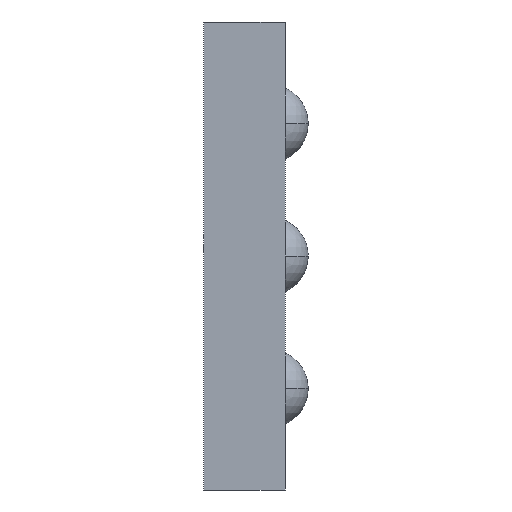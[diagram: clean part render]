
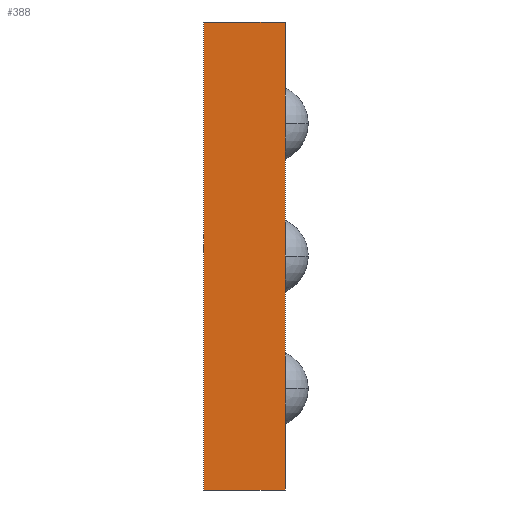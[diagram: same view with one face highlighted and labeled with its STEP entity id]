
A CAD part, left-side view. The second image highlights one B-rep face of the part: STEP entity #388.
In plain terms, the highlighted planar face has unit normal (-1, 0, 0).
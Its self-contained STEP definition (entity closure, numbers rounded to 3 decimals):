
#37 = EDGE_CURVE ( 'NONE', #677, #1204, #404, .T. ) ;
#63 = DIRECTION ( 'NONE',  ( 0., 0., 1. ) ) ;
#78 = EDGE_CURVE ( 'NONE', #677, #427, #1008, .T. ) ;
#185 = FACE_OUTER_BOUND ( 'NONE', #1146, .T. ) ;
#254 = CARTESIAN_POINT ( 'NONE',  ( -0.9, 0.316, 0.707 ) ) ;
#339 = CARTESIAN_POINT ( 'NONE',  ( -0.9, 0.07, 0.707 ) ) ;
#352 = PLANE ( 'NONE',  #682 ) ;
#357 = CARTESIAN_POINT ( 'NONE',  ( -0.9, 0.316, 0.707 ) ) ;
#388 = ADVANCED_FACE ( 'NONE', ( #185 ), #352, .F. ) ;
#404 = LINE ( 'NONE', #1168, #1123 ) ;
#413 = ORIENTED_EDGE ( 'NONE', *, *, #37, .T. ) ;
#427 = VERTEX_POINT ( 'NONE', #357 ) ;
#431 = DIRECTION ( 'NONE',  ( 0., 0., 1. ) ) ;
#453 = DIRECTION ( 'NONE',  ( 1., 0., 0. ) ) ;
#476 = LINE ( 'NONE', #1034, #696 ) ;
#548 = EDGE_CURVE ( 'NONE', #427, #1115, #476, .T. ) ;
#565 = DIRECTION ( 'NONE',  ( 0., -1., 0. ) ) ;
#593 = DIRECTION ( 'NONE',  ( 0., -1., 0. ) ) ;
#614 = ORIENTED_EDGE ( 'NONE', *, *, #548, .F. ) ;
#635 = CARTESIAN_POINT ( 'NONE',  ( -0.9, 0.07, 0.707 ) ) ;
#645 = ORIENTED_EDGE ( 'NONE', *, *, #78, .F. ) ;
#677 = VERTEX_POINT ( 'NONE', #1057 ) ;
#682 = AXIS2_PLACEMENT_3D ( 'NONE', #254, #453, #1106 ) ;
#696 = VECTOR ( 'NONE', #565, 1000. ) ;
#753 = VECTOR ( 'NONE', #431, 1000. ) ;
#920 = VECTOR ( 'NONE', #63, 1000. ) ;
#1004 = CARTESIAN_POINT ( 'NONE',  ( -0.9, 0.07, -0.707 ) ) ;
#1008 = LINE ( 'NONE', #1173, #753 ) ;
#1034 = CARTESIAN_POINT ( 'NONE',  ( -0.9, 0.316, 0.707 ) ) ;
#1057 = CARTESIAN_POINT ( 'NONE',  ( -0.9, 0.316, -0.707 ) ) ;
#1106 = DIRECTION ( 'NONE',  ( 0., 0., -1. ) ) ;
#1115 = VERTEX_POINT ( 'NONE', #339 ) ;
#1123 = VECTOR ( 'NONE', #593, 1000. ) ;
#1125 = ORIENTED_EDGE ( 'NONE', *, *, #1182, .T. ) ;
#1146 = EDGE_LOOP ( 'NONE', ( #1125, #614, #645, #413 ) ) ;
#1166 = LINE ( 'NONE', #635, #920 ) ;
#1168 = CARTESIAN_POINT ( 'NONE',  ( -0.9, 0.316, -0.707 ) ) ;
#1173 = CARTESIAN_POINT ( 'NONE',  ( -0.9, 0.316, 0.707 ) ) ;
#1182 = EDGE_CURVE ( 'NONE', #1204, #1115, #1166, .T. ) ;
#1204 = VERTEX_POINT ( 'NONE', #1004 ) ;
